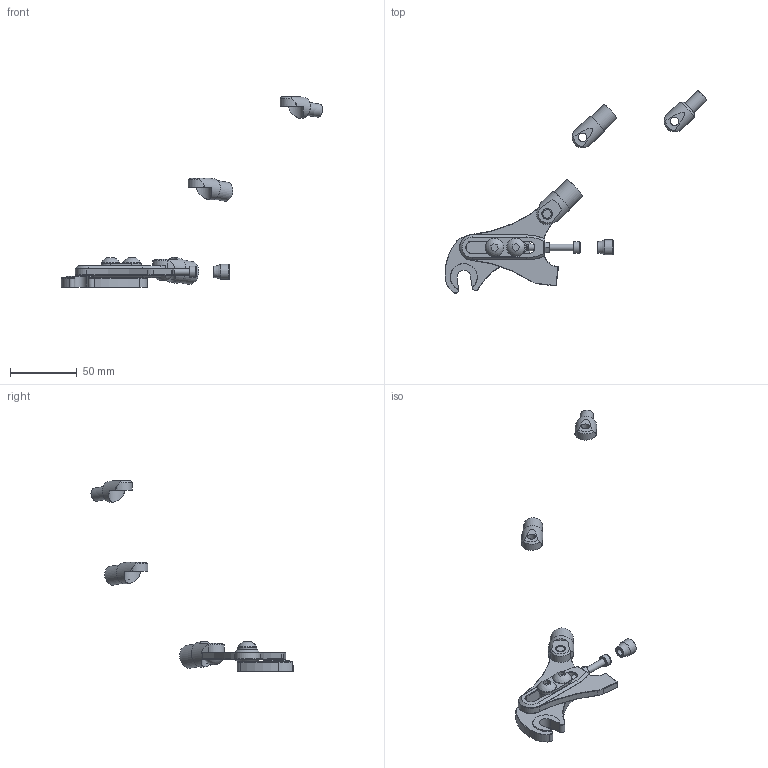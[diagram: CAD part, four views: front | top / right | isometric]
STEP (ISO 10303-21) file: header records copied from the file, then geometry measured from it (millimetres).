
FILE_DESCRIPTION (( 'STEP AP214' ), '1' );
FILE_NAME ('DS0004BD.STEP', '2013-09-24T19:24:36', ( '' ), ( '' ), 'SwSTEP 2.0', 'SolidWorks 2012', '' );
FILE_SCHEMA (( 'AUTOMOTIVE_DESIGN' ));
Length unit declared in the file: inch
Products named in the file (12): DS1055; DS1050; DS0004BD; DR4005; MS2017; DS0050; MS5001; MS2016; MS2013; MS2012; MS1013
Assembly tree (12 placements, depth 2):
  DS0004BD
    MS1013
    MS2012  x2
    MS2013
    MS2016
    MS5001
    DS0050
    MS2017
    DR4005
    DS0004BD
    DS1050
    DS1055
Bounding box: 196.64 x 151.71 x 142.89 mm (x, y, z)
Volume: 38838.1 mm3; surface area: 25284.1 mm2
Topology: 12 solids, 12 shells, 265 faces, 596 edges, 369 vertices
Faces by surface type: plane 117, cylinder 82, cone 58, torus 5, sphere 3
Full cylindrical faces by diameter (mm): 5 x4, 6.35 x4, 7.925 x2, 8 x3, 8.026 x1, 8.3 x2, 8.5 x2, 9.906 x1, 10 x1, 11.4 x1, 13.7 x3, 14.224 x1, 14.605 x1, 15.875 x2, 17.272 x1, 19.05 x1
Entity records: 7542 total; most frequent: CARTESIAN_POINT 1479, DIRECTION 1203, ORIENTED_EDGE 1042, EDGE_CURVE 521, AXIS2_PLACEMENT_3D 474, VERTEX_POINT 344, EDGE_LOOP 331, FACE_OUTER_BOUND 288
